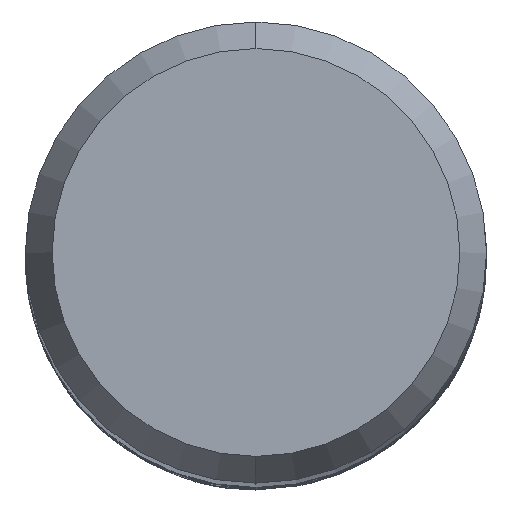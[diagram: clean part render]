
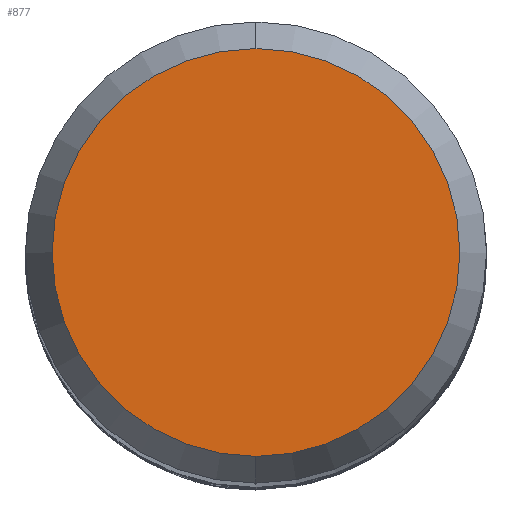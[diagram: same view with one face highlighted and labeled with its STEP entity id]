
A CAD part, top view. The second image highlights one B-rep face of the part: STEP entity #877.
In plain terms, the highlighted planar face has unit normal (0, 0, 1).
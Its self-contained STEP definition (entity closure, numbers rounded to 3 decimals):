
#863=VERTEX_POINT('',#2299);
#877=ADVANCED_FACE('',(#2314),#2315,.T.);
#891=VERTEX_POINT('',#2331);
#1981=EDGE_CURVE('',#891,#863,#3527,.T.);
#2119=EDGE_CURVE('',#863,#891,#3673,.T.);
#2299=CARTESIAN_POINT('',(0.0,3.538,0.0));
#2314=FACE_OUTER_BOUND('',#5289,.T.);
#2315=PLANE('',#5290);
#2331=CARTESIAN_POINT('',(0.,-3.538,0.0));
#3527=CIRCLE('',#19268,3.538);
#3673=CIRCLE('',#20521,3.538);
#5289=EDGE_LOOP('',(#21343,#21344));
#5290=AXIS2_PLACEMENT_3D('',#21345,#21346,#21347);
#19268=AXIS2_PLACEMENT_3D('',#22572,#22573,#22574);
#20521=AXIS2_PLACEMENT_3D('',#22692,#22693,#22694);
#21343=ORIENTED_EDGE('',*,*,#2119,.F.);
#21344=ORIENTED_EDGE('',*,*,#1981,.F.);
#21345=CARTESIAN_POINT('',(0.0,1.769,0.0));
#21346=DIRECTION('',(-0.0,0.0,1.0));
#21347=DIRECTION('',(0.0,-1.0,0.0));
#22572=CARTESIAN_POINT('',(0.0,0.0,0.0));
#22573=DIRECTION('',(0.0,0.0,-1.0));
#22574=DIRECTION('',(0.0,1.0,0.0));
#22692=CARTESIAN_POINT('',(0.0,0.0,0.0));
#22693=DIRECTION('',(0.0,0.0,-1.0));
#22694=DIRECTION('',(0.0,1.0,0.0));
